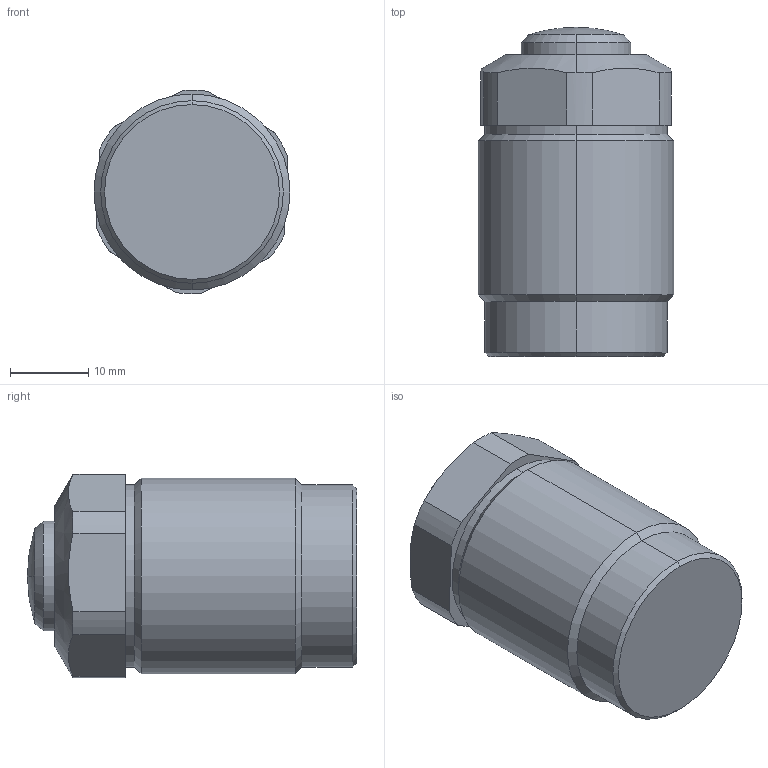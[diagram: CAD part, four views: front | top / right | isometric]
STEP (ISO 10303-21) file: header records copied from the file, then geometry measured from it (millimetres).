
FILE_DESCRIPTION (( 'STEP AP203' ), '1' );
FILE_NAME ('CMC0.4-10R.STEP', '2018-12-11T02:23:54', ( '微软用户' ), ( '微软中国' ), 'SwSTEP 2.0', 'SolidWorks 2012', '' );
FILE_SCHEMA (( 'CONFIG_CONTROL_DESIGN' ));
Length unit declared in the file: millimetre
Products named in the file (3): 0.4-10掛极; 0.4-5活塞杆球; CMC0.4-10R
Assembly tree (2 placements, depth 2):
  CMC0.4-10R
    0.4-10掛极
    0.4-5活塞杆球
Bounding box: 25 x 42 x 26 mm (x, y, z)
Volume: 19248.1 mm3; surface area: 4932.5 mm2
Topology: 2 solids, 2 shells, 40 faces, 90 edges, 56 vertices
Faces by surface type: cylinder 17, plane 11, cone 10, sphere 2
Entity records: 1458 total; most frequent: CARTESIAN_POINT 233, DIRECTION 219, ORIENTED_EDGE 180, AXIS2_PLACEMENT_3D 90, EDGE_CURVE 90, VERTEX_POINT 56, CIRCLE 45, EDGE_LOOP 42
